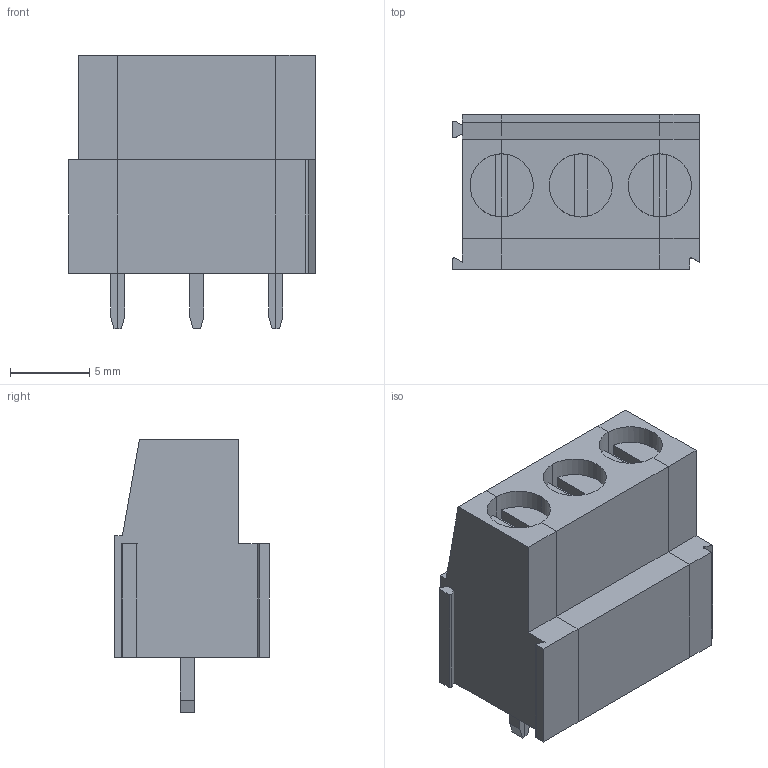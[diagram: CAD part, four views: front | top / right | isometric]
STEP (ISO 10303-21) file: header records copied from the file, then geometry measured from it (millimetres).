
FILE_DESCRIPTION(('HOOPS Exchange Step'),'2;1');
FILE_NAME('export-548B6DDB-1445-4764-B290-3AE14AE27172.stp','2021-01-12T15:23:11+01:00',('Engineering'),('Alibre'),'HOOPS Exchange 2020.1','Alibre','Unknown authorisation');
FILE_SCHEMA( ('AP242_MANAGED_MODEL_BASED_3D_ENGINEERING_MIM_LF {1 0 10303 442 1 1 4 }') );
Length unit declared in the file: millimetre
Products named in the file (4): 2003-3 Screw Terminal 3 pole RM5.00mm; 2003-1 Screw Terminal 2 pole RM 5.00mm; 2003-2 Screw Terminal 2 pole RM 5.00mm; 2003 Screw Terminal 3 pole RM5.00mm
Assembly tree (3 placements, depth 2):
  2003 Screw Terminal 3 pole RM5.00mm
    2003-3 Screw Terminal 3 pole RM5.00mm
    2003-1 Screw Terminal 2 pole RM 5.00mm
    2003-2 Screw Terminal 2 pole RM 5.00mm
Bounding box: 15.6 x 9.8 x 17.3 mm (x, y, z)
Volume: 1507.4 mm3; surface area: 1665.7 mm2
Topology: 3 solids, 3 shells, 178 faces, 492 edges, 324 vertices
Faces by surface type: plane 164, cylinder 14
Entity records: 5776 total; most frequent: CARTESIAN_POINT 1005, ORIENTED_EDGE 984, DIRECTION 910, EDGE_CURVE 492, VECTOR 452, LINE 452, VERTEX_POINT 324, AXIS2_PLACEMENT_3D 229
